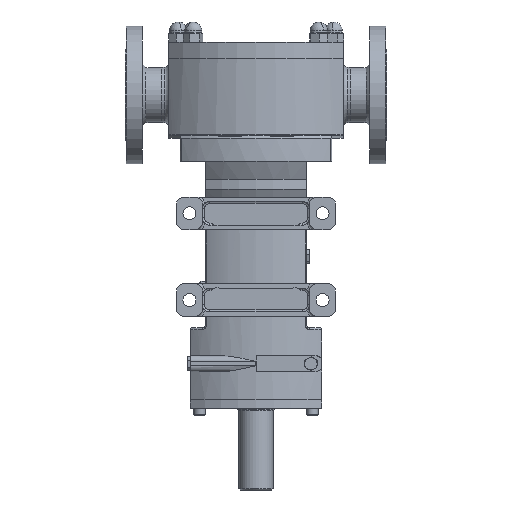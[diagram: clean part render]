
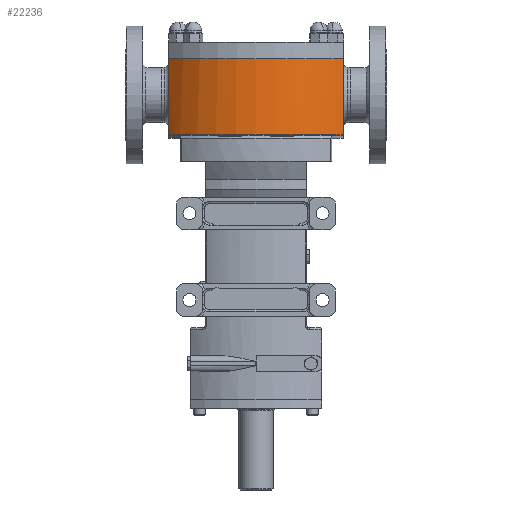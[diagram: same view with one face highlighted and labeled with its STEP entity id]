
A CAD part, front view. The second image highlights one B-rep face of the part: STEP entity #22236.
In plain terms, the highlighted cylindrical face has radius 168 mm (diameter 336 mm), a partial arc.
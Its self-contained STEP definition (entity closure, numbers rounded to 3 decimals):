
#96 = DIRECTION ( 'NONE',  ( 0., 0., -1. ) ) ;
#450 = LINE ( 'NONE', #2893, #2504 ) ;
#590 = EDGE_CURVE ( 'NONE', #2890, #24140, #1086, .T. ) ;
#866 = DIRECTION ( 'NONE',  ( 1., 0., 0. ) ) ;
#1086 = LINE ( 'NONE', #27445, #28770 ) ;
#2504 = VECTOR ( 'NONE', #96, 1000. ) ;
#2890 = VERTEX_POINT ( 'NONE', #13419 ) ;
#2893 = CARTESIAN_POINT ( 'NONE',  ( -121., -116.546, 471.62 ) ) ;
#3892 = DIRECTION ( 'NONE',  ( 0., 0., 1. ) ) ;
#4776 = CARTESIAN_POINT ( 'NONE',  ( 0., 0., 366.62 ) ) ;
#7107 = EDGE_CURVE ( 'NONE', #18779, #33665, #450, .T. ) ;
#7429 = CIRCLE ( 'NONE', #12428, 168. ) ;
#8182 = CARTESIAN_POINT ( 'NONE',  ( -105., -131.145, 366.62 ) ) ;
#8532 = ORIENTED_EDGE ( 'NONE', *, *, #31312, .T. ) ;
#9078 = CYLINDRICAL_SURFACE ( 'NONE', #9426, 168. ) ;
#9426 = AXIS2_PLACEMENT_3D ( 'NONE', #19722, #30366, #17112 ) ;
#10359 = DIRECTION ( 'NONE',  ( 0., 0., -1. ) ) ;
#10871 = ORIENTED_EDGE ( 'NONE', *, *, #7107, .T. ) ;
#11304 = AXIS2_PLACEMENT_3D ( 'NONE', #21996, #32647, #866 ) ;
#11742 = DIRECTION ( 'NONE',  ( 0., 0., -1. ) ) ;
#12265 = CARTESIAN_POINT ( 'NONE',  ( 0., 0., 366.62 ) ) ;
#12428 = AXIS2_PLACEMENT_3D ( 'NONE', #30894, #15191, #17635 ) ;
#12879 = CARTESIAN_POINT ( 'NONE',  ( -121., -116.546, 366.62 ) ) ;
#13419 = CARTESIAN_POINT ( 'NONE',  ( 121., -116.546, 471.62 ) ) ;
#15191 = DIRECTION ( 'NONE',  ( 0., 0., 1. ) ) ;
#16393 = ORIENTED_EDGE ( 'NONE', *, *, #590, .F. ) ;
#16878 = CIRCLE ( 'NONE', #11304, 168. ) ;
#17112 = DIRECTION ( 'NONE',  ( -1., 0., 0. ) ) ;
#17635 = DIRECTION ( 'NONE',  ( 1., 0., 0. ) ) ;
#18354 = CARTESIAN_POINT ( 'NONE',  ( -121., -116.546, 471.62 ) ) ;
#18779 = VERTEX_POINT ( 'NONE', #18354 ) ;
#19722 = CARTESIAN_POINT ( 'NONE',  ( 0., 0., 471.62 ) ) ;
#20473 = EDGE_CURVE ( 'NONE', #26070, #33369, #33314, .T. ) ;
#21718 = EDGE_CURVE ( 'NONE', #26070, #24140, #30512, .T. ) ;
#21984 = CARTESIAN_POINT ( 'NONE',  ( 105., -131.145, 366.62 ) ) ;
#21996 = CARTESIAN_POINT ( 'NONE',  ( 0., 0., 366.62 ) ) ;
#22236 = ADVANCED_FACE ( 'NONE', ( #30208 ), #9078, .T. ) ;
#22719 = AXIS2_PLACEMENT_3D ( 'NONE', #12265, #3892, #25176 ) ;
#23454 = DIRECTION ( 'NONE',  ( -1., 0., 0. ) ) ;
#23837 = AXIS2_PLACEMENT_3D ( 'NONE', #4776, #10359, #23454 ) ;
#24140 = VERTEX_POINT ( 'NONE', #28206 ) ;
#25176 = DIRECTION ( 'NONE',  ( 1., 0., 0. ) ) ;
#26070 = VERTEX_POINT ( 'NONE', #21984 ) ;
#26149 = ORIENTED_EDGE ( 'NONE', *, *, #20473, .F. ) ;
#26281 = ORIENTED_EDGE ( 'NONE', *, *, #32448, .F. ) ;
#27445 = CARTESIAN_POINT ( 'NONE',  ( 121., -116.546, 471.62 ) ) ;
#28206 = CARTESIAN_POINT ( 'NONE',  ( 121., -116.546, 366.62 ) ) ;
#28770 = VECTOR ( 'NONE', #11742, 1000. ) ;
#30208 = FACE_OUTER_BOUND ( 'NONE', #34070, .T. ) ;
#30366 = DIRECTION ( 'NONE',  ( 0., 0., -1. ) ) ;
#30512 = CIRCLE ( 'NONE', #22719, 168. ) ;
#30894 = CARTESIAN_POINT ( 'NONE',  ( 0., 0., 471.62 ) ) ;
#31312 = EDGE_CURVE ( 'NONE', #33665, #33369, #16878, .T. ) ;
#32448 = EDGE_CURVE ( 'NONE', #18779, #2890, #7429, .T. ) ;
#32647 = DIRECTION ( 'NONE',  ( 0., 0., 1. ) ) ;
#32849 = ORIENTED_EDGE ( 'NONE', *, *, #21718, .T. ) ;
#33314 = CIRCLE ( 'NONE', #23837, 168. ) ;
#33369 = VERTEX_POINT ( 'NONE', #8182 ) ;
#33665 = VERTEX_POINT ( 'NONE', #12879 ) ;
#34070 = EDGE_LOOP ( 'NONE', ( #8532, #26149, #32849, #16393, #26281, #10871 ) ) ;
